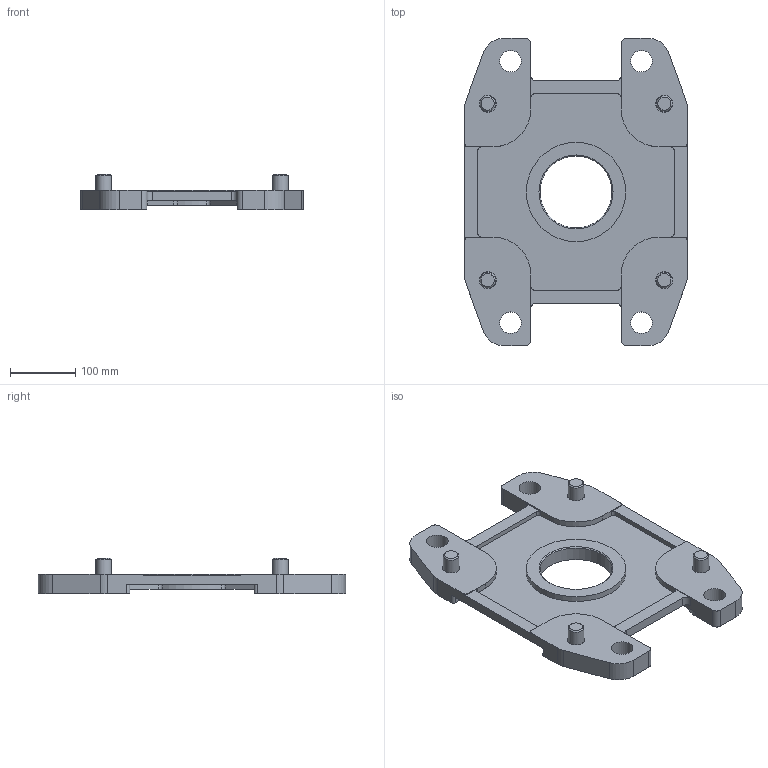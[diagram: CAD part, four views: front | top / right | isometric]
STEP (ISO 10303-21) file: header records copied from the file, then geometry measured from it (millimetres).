
FILE_DESCRIPTION(/* description */ ('STEP AP214'),/* implementation_level */ '2;1');
FILE_NAME(/* name */ '157509_FNG-320',/* time_stamp */ '2024-08-27T03:46:58+02:00',/* author */ ('License CC BY-ND 4.0'),/* organization */ ('CADENAS'),/* preprocessor_version */ 'ST-DEVELOPER v19.3',/* originating_system */ 'PARTsolutions',/* authorisation */ ' ');
FILE_SCHEMA (('AUTOMOTIVE_DESIGN {1 0 10303 214 3 1 1}'));
Length unit declared in the file: millimetre
Products named in the file (3): 157509 FNG-320; 157509 FNG-320---(F); DIN-6912 - M24x40(F)
Assembly tree (5 placements, depth 2):
  157509 FNG-320
    157509 FNG-320---(F)
    DIN-6912 - M24x40(F)  x4
Bounding box: 340 x 470 x 55 mm (x, y, z)
Volume: 2179950.9 mm3; surface area: 367260.7 mm2
Topology: 5 solids, 5 shells, 258 faces, 625 edges, 386 vertices
Faces by surface type: plane 123, cylinder 90, cone 37, torus 8
Full cylindrical faces by diameter (mm): 12 x4, 24 x4, 26 x4, 33 x4, 36 x4, 40 x4, 110 x1, 152 x1
Entity records: 5414 total; most frequent: DIRECTION 964, CARTESIAN_POINT 944, ORIENTED_EDGE 868, EDGE_CURVE 434, AXIS2_PLACEMENT_3D 359, VERTEX_POINT 297, LINE 246, VECTOR 246
